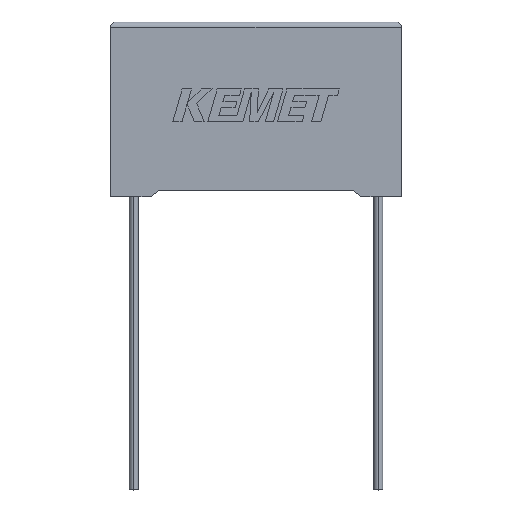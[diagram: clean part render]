
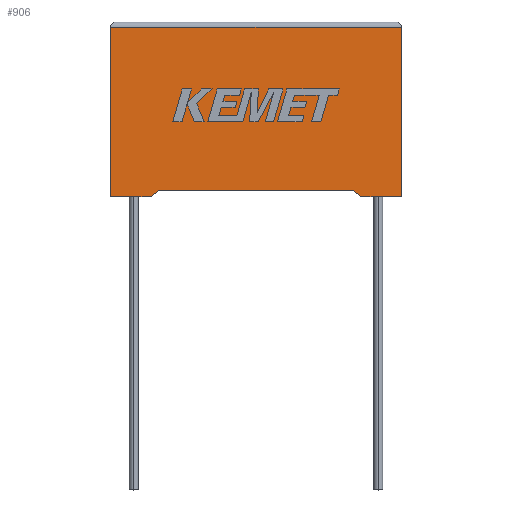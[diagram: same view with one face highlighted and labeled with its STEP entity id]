
A CAD part, top view. The second image highlights one B-rep face of the part: STEP entity #906.
In plain terms, the highlighted planar face has unit normal (0, 0, 1).
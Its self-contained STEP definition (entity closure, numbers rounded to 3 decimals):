
#61 = DIRECTION ( 'NONE',  ( -1., 0., 0. ) ) ;
#164 = LINE ( 'NONE', #1724, #2612 ) ;
#233 = LINE ( 'NONE', #1263, #2428 ) ;
#237 = LINE ( 'NONE', #2169, #2508 ) ;
#321 = DIRECTION ( 'NONE',  ( 1., 0., 0. ) ) ;
#340 = EDGE_CURVE ( 'NONE', #1889, #1796, #1616, .T. ) ;
#414 = ORIENTED_EDGE ( 'NONE', *, *, #778, .T. ) ;
#451 = EDGE_LOOP ( 'NONE', ( #1347, #2646, #1522, #3029, #2810, #3050, #414, #1050 ) ) ;
#466 = VERTEX_POINT ( 'NONE', #2797 ) ;
#624 = CARTESIAN_POINT ( 'NONE',  ( 0., 15.6, 7.2 ) ) ;
#740 = VECTOR ( 'NONE', #2553, 1000. ) ;
#778 = EDGE_CURVE ( 'NONE', #2269, #1447, #233, .T. ) ;
#836 = EDGE_CURVE ( 'NONE', #2269, #1889, #2133, .T. ) ;
#837 = VECTOR ( 'NONE', #1166, 1000. ) ;
#897 = DIRECTION ( 'NONE',  ( -0.802, -0.598, 0. ) ) ;
#906 = ADVANCED_FACE ( 'NONE', ( #3045 ), #2884, .F. ) ;
#1012 = EDGE_CURVE ( 'NONE', #2581, #1796, #1535, .T. ) ;
#1050 = ORIENTED_EDGE ( 'NONE', *, *, #1470, .T. ) ;
#1166 = DIRECTION ( 'NONE',  ( 0., 1., 0. ) ) ;
#1263 = CARTESIAN_POINT ( 'NONE',  ( 23.15, 0., 7.2 ) ) ;
#1347 = ORIENTED_EDGE ( 'NONE', *, *, #1370, .T. ) ;
#1352 = CARTESIAN_POINT ( 'NONE',  ( 0., 0., 7.2 ) ) ;
#1370 = EDGE_CURVE ( 'NONE', #466, #1959, #2724, .T. ) ;
#1447 = VERTEX_POINT ( 'NONE', #2388 ) ;
#1470 = EDGE_CURVE ( 'NONE', #1447, #466, #164, .T. ) ;
#1522 = ORIENTED_EDGE ( 'NONE', *, *, #1528, .T. ) ;
#1528 = EDGE_CURVE ( 'NONE', #2274, #2581, #2003, .T. ) ;
#1535 = LINE ( 'NONE', #2194, #2934 ) ;
#1616 = LINE ( 'NONE', #3019, #2030 ) ;
#1657 = CARTESIAN_POINT ( 'NONE',  ( 22.406, 0.555, 7.2 ) ) ;
#1662 = CARTESIAN_POINT ( 'NONE',  ( 26.8, 0., 7.2 ) ) ;
#1724 = CARTESIAN_POINT ( 'NONE',  ( 0., 0., 7.2 ) ) ;
#1742 = CARTESIAN_POINT ( 'NONE',  ( 0., 0., 7.2 ) ) ;
#1796 = VERTEX_POINT ( 'NONE', #2749 ) ;
#1889 = VERTEX_POINT ( 'NONE', #1891 ) ;
#1891 = CARTESIAN_POINT ( 'NONE',  ( 4.394, 0.555, 7.2 ) ) ;
#1929 = DIRECTION ( 'NONE',  ( 0.802, -0.598, 0. ) ) ;
#1951 = DIRECTION ( 'NONE',  ( 0., 0., -1. ) ) ;
#1959 = VERTEX_POINT ( 'NONE', #2618 ) ;
#1970 = AXIS2_PLACEMENT_3D ( 'NONE', #1742, #1951, #2207 ) ;
#2003 = LINE ( 'NONE', #1352, #740 ) ;
#2030 = VECTOR ( 'NONE', #897, 1000. ) ;
#2131 = CARTESIAN_POINT ( 'NONE',  ( 0., 0., 7.2 ) ) ;
#2133 = LINE ( 'NONE', #2613, #2584 ) ;
#2169 = CARTESIAN_POINT ( 'NONE',  ( 0., 15.6, 7.2 ) ) ;
#2194 = CARTESIAN_POINT ( 'NONE',  ( 0., 0., 7.2 ) ) ;
#2207 = DIRECTION ( 'NONE',  ( -1., 0., 0. ) ) ;
#2269 = VERTEX_POINT ( 'NONE', #1657 ) ;
#2274 = VERTEX_POINT ( 'NONE', #624 ) ;
#2388 = CARTESIAN_POINT ( 'NONE',  ( 23.15, 0., 7.2 ) ) ;
#2404 = DIRECTION ( 'NONE',  ( -1., 0., 0. ) ) ;
#2428 = VECTOR ( 'NONE', #1929, 1000. ) ;
#2508 = VECTOR ( 'NONE', #61, 1000. ) ;
#2553 = DIRECTION ( 'NONE',  ( 0., -1., 0. ) ) ;
#2581 = VERTEX_POINT ( 'NONE', #2131 ) ;
#2584 = VECTOR ( 'NONE', #2404, 1000. ) ;
#2612 = VECTOR ( 'NONE', #2914, 1000. ) ;
#2613 = CARTESIAN_POINT ( 'NONE',  ( 13.4, 0.555, 7.2 ) ) ;
#2618 = CARTESIAN_POINT ( 'NONE',  ( 26.8, 15.6, 7.2 ) ) ;
#2646 = ORIENTED_EDGE ( 'NONE', *, *, #2717, .T. ) ;
#2717 = EDGE_CURVE ( 'NONE', #1959, #2274, #237, .T. ) ;
#2724 = LINE ( 'NONE', #1662, #837 ) ;
#2749 = CARTESIAN_POINT ( 'NONE',  ( 3.65, 0., 7.2 ) ) ;
#2797 = CARTESIAN_POINT ( 'NONE',  ( 26.8, 0., 7.2 ) ) ;
#2810 = ORIENTED_EDGE ( 'NONE', *, *, #340, .F. ) ;
#2884 = PLANE ( 'NONE',  #1970 ) ;
#2914 = DIRECTION ( 'NONE',  ( 1., 0., 0. ) ) ;
#2934 = VECTOR ( 'NONE', #321, 1000. ) ;
#3019 = CARTESIAN_POINT ( 'NONE',  ( 3.65, 0., 7.2 ) ) ;
#3029 = ORIENTED_EDGE ( 'NONE', *, *, #1012, .T. ) ;
#3045 = FACE_OUTER_BOUND ( 'NONE', #451, .T. ) ;
#3050 = ORIENTED_EDGE ( 'NONE', *, *, #836, .F. ) ;
